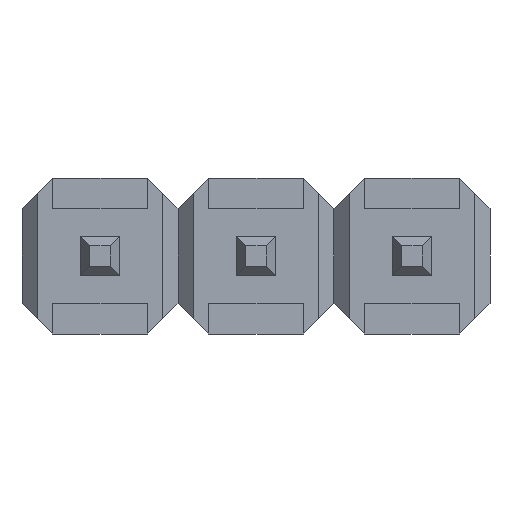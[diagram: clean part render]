
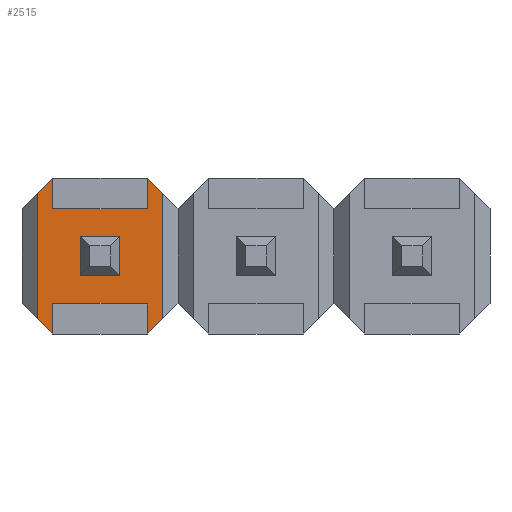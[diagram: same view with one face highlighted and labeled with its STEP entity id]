
A CAD part, front view. The second image highlights one B-rep face of the part: STEP entity #2515.
In plain terms, the highlighted planar face has unit normal (0, -1, 0).
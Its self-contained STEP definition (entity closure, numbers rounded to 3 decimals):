
#902=DIRECTION('',(-0.707,0.,-0.707));
#903=VECTOR('',#902,0.354);
#904=CARTESIAN_POINT('',(3.56,-1.94,-1.02));
#905=LINE('',#904,#903);
#1007=DIRECTION('',(0.,0.,-1.));
#1008=VECTOR('',#1007,0.5);
#1009=CARTESIAN_POINT('',(3.31,-1.94,-0.77));
#1010=LINE('',#1009,#1008);
#1014=DIRECTION('',(1.,0.,0.));
#1015=VECTOR('',#1014,1.54);
#1016=CARTESIAN_POINT('',(1.77,-1.94,-0.77));
#1017=LINE('',#1016,#1015);
#1021=DIRECTION('',(0.,0.,1.));
#1022=VECTOR('',#1021,0.5);
#1023=CARTESIAN_POINT('',(1.77,-1.94,-1.27));
#1024=LINE('',#1023,#1022);
#1028=DIRECTION('',(0.,0.,1.));
#1029=VECTOR('',#1028,0.5);
#1030=CARTESIAN_POINT('',(1.77,-1.94,0.77));
#1031=LINE('',#1030,#1029);
#1035=DIRECTION('',(-1.,0.,0.));
#1036=VECTOR('',#1035,1.54);
#1037=CARTESIAN_POINT('',(3.31,-1.94,0.77));
#1038=LINE('',#1037,#1036);
#1042=DIRECTION('',(0.,0.,-1.));
#1043=VECTOR('',#1042,0.5);
#1044=CARTESIAN_POINT('',(3.31,-1.94,1.27));
#1045=LINE('',#1044,#1043);
#1049=DIRECTION('',(0.,0.,1.));
#1050=VECTOR('',#1049,0.635);
#1051=CARTESIAN_POINT('',(2.223,-1.94,-0.318));
#1052=LINE('',#1051,#1050);
#1056=DIRECTION('',(-1.,0.,0.));
#1057=VECTOR('',#1056,0.635);
#1058=CARTESIAN_POINT('',(2.858,-1.94,-0.318));
#1059=LINE('',#1058,#1057);
#1063=DIRECTION('',(0.,0.,-1.));
#1064=VECTOR('',#1063,0.635);
#1065=CARTESIAN_POINT('',(2.858,-1.94,0.318));
#1066=LINE('',#1065,#1064);
#1070=DIRECTION('',(1.,0.,0.));
#1071=VECTOR('',#1070,0.635);
#1072=CARTESIAN_POINT('',(2.223,-1.94,0.318));
#1073=LINE('',#1072,#1071);
#1084=DIRECTION('',(0.,0.,1.));
#1085=VECTOR('',#1084,2.04);
#1086=CARTESIAN_POINT('',(3.56,-1.94,-1.02));
#1087=LINE('',#1086,#1085);
#1154=DIRECTION('',(0.707,0.,-0.707));
#1155=VECTOR('',#1154,0.354);
#1156=CARTESIAN_POINT('',(3.31,-1.94,1.27));
#1157=LINE('',#1156,#1155);
#1189=DIRECTION('',(-0.707,0.,0.707));
#1190=VECTOR('',#1189,0.354);
#1191=CARTESIAN_POINT('',(1.77,-1.94,-1.27));
#1192=LINE('',#1191,#1190);
#1245=DIRECTION('',(0.707,0.,0.707));
#1246=VECTOR('',#1245,0.354);
#1247=CARTESIAN_POINT('',(1.52,-1.94,1.02));
#1248=LINE('',#1247,#1246);
#1287=DIRECTION('',(0.,0.,-1.));
#1288=VECTOR('',#1287,2.04);
#1289=CARTESIAN_POINT('',(1.52,-1.94,1.02));
#1290=LINE('',#1289,#1288);
#1393=CARTESIAN_POINT('',(3.31,-1.94,0.77));
#1394=CARTESIAN_POINT('',(1.77,-1.94,0.77));
#1395=VERTEX_POINT('',#1393);
#1396=VERTEX_POINT('',#1394);
#1397=CARTESIAN_POINT('',(1.77,-1.94,-0.77));
#1398=CARTESIAN_POINT('',(3.31,-1.94,-0.77));
#1399=VERTEX_POINT('',#1397);
#1400=VERTEX_POINT('',#1398);
#1417=CARTESIAN_POINT('',(3.31,-1.94,1.27));
#1418=VERTEX_POINT('',#1417);
#1419=CARTESIAN_POINT('',(1.77,-1.94,1.27));
#1420=VERTEX_POINT('',#1419);
#1421=CARTESIAN_POINT('',(1.77,-1.94,-1.27));
#1422=VERTEX_POINT('',#1421);
#1423=CARTESIAN_POINT('',(3.31,-1.94,-1.27));
#1424=VERTEX_POINT('',#1423);
#1429=CARTESIAN_POINT('',(3.56,-1.94,-1.02));
#1430=CARTESIAN_POINT('',(3.56,-1.94,1.02));
#1431=VERTEX_POINT('',#1429);
#1432=VERTEX_POINT('',#1430);
#1445=CARTESIAN_POINT('',(1.52,-1.94,1.02));
#1446=CARTESIAN_POINT('',(1.52,-1.94,-1.02));
#1447=VERTEX_POINT('',#1445);
#1448=VERTEX_POINT('',#1446);
#1457=CARTESIAN_POINT('',(2.223,-1.94,-0.318));
#1458=CARTESIAN_POINT('',(2.223,-1.94,0.318));
#1459=VERTEX_POINT('',#1457);
#1460=VERTEX_POINT('',#1458);
#1461=CARTESIAN_POINT('',(2.858,-1.94,0.318));
#1462=VERTEX_POINT('',#1461);
#1463=CARTESIAN_POINT('',(2.858,-1.94,-0.318));
#1464=VERTEX_POINT('',#1463);
#2479=CARTESIAN_POINT('',(0.,-1.94,0.));
#2480=DIRECTION('',(0.,-1.,0.));
#2481=DIRECTION('',(0.,0.,-1.));
#2482=AXIS2_PLACEMENT_3D('',#2479,#2480,#2481);
#2483=PLANE('',#2482);
#2485=ORIENTED_EDGE('',*,*,#2484,.F.);
#2486=ORIENTED_EDGE('',*,*,#2350,.T.);
#2488=ORIENTED_EDGE('',*,*,#2487,.F.);
#2490=ORIENTED_EDGE('',*,*,#2489,.F.);
#2491=ORIENTED_EDGE('',*,*,#2383,.F.);
#2493=ORIENTED_EDGE('',*,*,#2492,.T.);
#2495=ORIENTED_EDGE('',*,*,#2494,.F.);
#2497=ORIENTED_EDGE('',*,*,#2496,.T.);
#2498=ORIENTED_EDGE('',*,*,#2460,.F.);
#2499=ORIENTED_EDGE('',*,*,#2473,.F.);
#2500=ORIENTED_EDGE('',*,*,#2428,.F.);
#2502=ORIENTED_EDGE('',*,*,#2501,.T.);
#2503=EDGE_LOOP('',(#2485,#2486,#2488,#2490,#2491,#2493,#2495,#2497,#2498,#2499,
#2500,#2502));
#2504=FACE_OUTER_BOUND('',#2503,.F.);
#2506=ORIENTED_EDGE('',*,*,#2505,.F.);
#2508=ORIENTED_EDGE('',*,*,#2507,.F.);
#2510=ORIENTED_EDGE('',*,*,#2509,.F.);
#2512=ORIENTED_EDGE('',*,*,#2511,.F.);
#2513=EDGE_LOOP('',(#2506,#2508,#2510,#2512));
#2514=FACE_BOUND('',#2513,.F.);
#2515=ADVANCED_FACE('',(#2504,#2514),#2483,.T.);
#2350=EDGE_CURVE('',#1431,#1424,#905,.T.);
#2383=EDGE_CURVE('',#1422,#1399,#1024,.T.);
#2428=EDGE_CURVE('',#1418,#1395,#1045,.T.);
#2460=EDGE_CURVE('',#1396,#1420,#1031,.T.);
#2473=EDGE_CURVE('',#1395,#1396,#1038,.T.);
#2484=EDGE_CURVE('',#1431,#1432,#1087,.T.);
#2487=EDGE_CURVE('',#1400,#1424,#1010,.T.);
#2489=EDGE_CURVE('',#1399,#1400,#1017,.T.);
#2492=EDGE_CURVE('',#1422,#1448,#1192,.T.);
#2494=EDGE_CURVE('',#1447,#1448,#1290,.T.);
#2496=EDGE_CURVE('',#1447,#1420,#1248,.T.);
#2501=EDGE_CURVE('',#1418,#1432,#1157,.T.);
#2505=EDGE_CURVE('',#1459,#1460,#1052,.T.);
#2507=EDGE_CURVE('',#1464,#1459,#1059,.T.);
#2509=EDGE_CURVE('',#1462,#1464,#1066,.T.);
#2511=EDGE_CURVE('',#1460,#1462,#1073,.T.);
